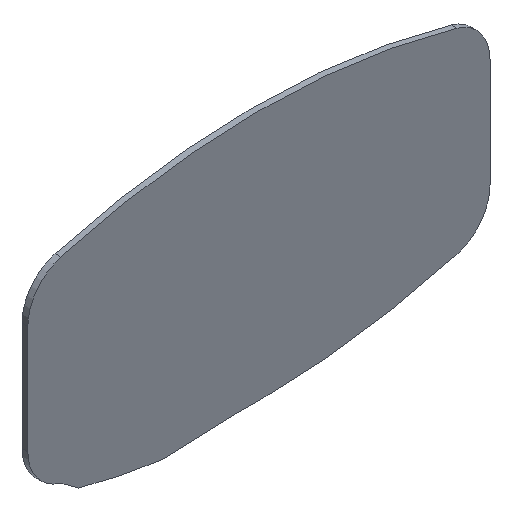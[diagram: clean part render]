
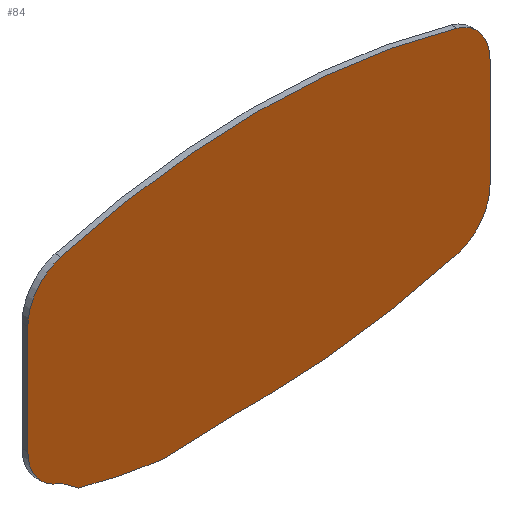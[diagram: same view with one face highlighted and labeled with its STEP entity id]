
A CAD part, isometric view. The second image highlights one B-rep face of the part: STEP entity #84.
In plain terms, the highlighted planar face has unit normal (0, -1, 0).
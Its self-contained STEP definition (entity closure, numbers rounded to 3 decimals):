
#4 = EDGE_CURVE ( 'NONE', #323, #32, #449, .T. ) ;
#14 = DIRECTION ( 'NONE',  ( 0., 1., 0. ) ) ;
#16 = DIRECTION ( 'NONE',  ( 0., 1., 0. ) ) ;
#19 = DIRECTION ( 'NONE',  ( 0., 1., 0. ) ) ;
#28 = EDGE_CURVE ( 'NONE', #213, #56, #467, .T. ) ;
#29 = DIRECTION ( 'NONE',  ( 0., 0., 1. ) ) ;
#32 = VERTEX_POINT ( 'NONE', #330 ) ;
#34 = EDGE_CURVE ( 'NONE', #85, #438, #368, .T. ) ;
#35 = ORIENTED_EDGE ( 'NONE', *, *, #230, .F. ) ;
#38 = CARTESIAN_POINT ( 'NONE',  ( -63.5, 0., -14.885 ) ) ;
#56 = VERTEX_POINT ( 'NONE', #179 ) ;
#57 = AXIS2_PLACEMENT_3D ( 'NONE', #499, #263, #29 ) ;
#59 = EDGE_CURVE ( 'NONE', #349, #289, #352, .T. ) ;
#61 = VECTOR ( 'NONE', #331, 1000. ) ;
#62 = LINE ( 'NONE', #38, #468 ) ;
#63 = DIRECTION ( 'NONE',  ( 0., 0., -1. ) ) ;
#64 = DIRECTION ( 'NONE',  ( -0.805, 0., 0.593 ) ) ;
#77 = CARTESIAN_POINT ( 'NONE',  ( -26.537, 0., -35.244 ) ) ;
#84 = ADVANCED_FACE ( 'NONE', ( #342 ), #454, .T. ) ;
#85 = VERTEX_POINT ( 'NONE', #97 ) ;
#94 = CARTESIAN_POINT ( 'NONE',  ( -38.332, 0., -33.225 ) ) ;
#97 = CARTESIAN_POINT ( 'NONE',  ( 63.5, 0., -14.885 ) ) ;
#103 = CIRCLE ( 'NONE', #108, 12.5 ) ;
#107 = CARTESIAN_POINT ( 'NONE',  ( 0., 0., 164.382 ) ) ;
#108 = AXIS2_PLACEMENT_3D ( 'NONE', #227, #341, #63 ) ;
#121 = CARTESIAN_POINT ( 'NONE',  ( 54.42, 0., 26.908 ) ) ;
#132 = AXIS2_PLACEMENT_3D ( 'NONE', #214, #14, #293 ) ;
#134 = AXIS2_PLACEMENT_3D ( 'NONE', #107, #385, #150 ) ;
#140 = DIRECTION ( 'NONE',  ( 0., -1., 0. ) ) ;
#141 = DIRECTION ( 'NONE',  ( 0., 0., -1. ) ) ;
#150 = DIRECTION ( 'NONE',  ( 0., 0., -1. ) ) ;
#156 = CARTESIAN_POINT ( 'NONE',  ( 0., 0., -34.498 ) ) ;
#160 = ORIENTED_EDGE ( 'NONE', *, *, #379, .F. ) ;
#173 = CARTESIAN_POINT ( 'NONE',  ( -63.5, 0., 14.885 ) ) ;
#177 = CIRCLE ( 'NONE', #215, 12.5 ) ;
#179 = CARTESIAN_POINT ( 'NONE',  ( -49.51, 0., -30.523 ) ) ;
#180 = EDGE_CURVE ( 'NONE', #316, #349, #222, .T. ) ;
#187 = ORIENTED_EDGE ( 'NONE', *, *, #34, .F. ) ;
#195 = LINE ( 'NONE', #303, #501 ) ;
#196 = CARTESIAN_POINT ( 'NONE',  ( -54.42, 0., -26.908 ) ) ;
#200 = EDGE_CURVE ( 'NONE', #56, #382, #195, .T. ) ;
#208 = ORIENTED_EDGE ( 'NONE', *, *, #59, .F. ) ;
#213 = VERTEX_POINT ( 'NONE', #502 ) ;
#214 = CARTESIAN_POINT ( 'NONE',  ( 0., 0., 164.382 ) ) ;
#215 = AXIS2_PLACEMENT_3D ( 'NONE', #217, #416, #141 ) ;
#217 = CARTESIAN_POINT ( 'NONE',  ( 51., 0., 14.885 ) ) ;
#219 = EDGE_CURVE ( 'NONE', #438, #323, #290, .T. ) ;
#220 = CARTESIAN_POINT ( 'NONE',  ( -5.901, 0., -34.411 ) ) ;
#222 = CIRCLE ( 'NONE', #57, 12.5 ) ;
#227 = CARTESIAN_POINT ( 'NONE',  ( -51., 0., -14.885 ) ) ;
#230 = EDGE_CURVE ( 'NONE', #382, #264, #103, .T. ) ;
#246 = EDGE_CURVE ( 'NONE', #32, #399, #487, .T. ) ;
#250 = AXIS2_PLACEMENT_3D ( 'NONE', #254, #16, #294 ) ;
#252 = ORIENTED_EDGE ( 'NONE', *, *, #200, .F. ) ;
#254 = CARTESIAN_POINT ( 'NONE',  ( 51., 0., -14.885 ) ) ;
#255 = CARTESIAN_POINT ( 'NONE',  ( 0., 0., -164.382 ) ) ;
#263 = DIRECTION ( 'NONE',  ( 0., 1., 0. ) ) ;
#264 = VERTEX_POINT ( 'NONE', #418 ) ;
#271 = EDGE_CURVE ( 'NONE', #289, #371, #177, .T. ) ;
#272 = DIRECTION ( 'NONE',  ( 0., 0., 1. ) ) ;
#276 = ORIENTED_EDGE ( 'NONE', *, *, #246, .F. ) ;
#277 = CARTESIAN_POINT ( 'NONE',  ( -26.537, 0., -35.244 ) ) ;
#286 = LINE ( 'NONE', #431, #493 ) ;
#289 = VERTEX_POINT ( 'NONE', #121 ) ;
#290 = CIRCLE ( 'NONE', #134, 198.88 ) ;
#293 = DIRECTION ( 'NONE',  ( 0., 0., -1. ) ) ;
#294 = DIRECTION ( 'NONE',  ( 0., 0., 1. ) ) ;
#295 = DIRECTION ( 'NONE',  ( 0., 0., 1. ) ) ;
#303 = CARTESIAN_POINT ( 'NONE',  ( -49.51, 0., -30.523 ) ) ;
#312 = CARTESIAN_POINT ( 'NONE',  ( -54.42, 0., 26.908 ) ) ;
#316 = VERTEX_POINT ( 'NONE', #173 ) ;
#320 = ORIENTED_EDGE ( 'NONE', *, *, #336, .F. ) ;
#323 = VERTEX_POINT ( 'NONE', #156 ) ;
#329 = AXIS2_PLACEMENT_3D ( 'NONE', #255, #19, #295 ) ;
#330 = CARTESIAN_POINT ( 'NONE',  ( -5.901, 0., -34.411 ) ) ;
#331 = DIRECTION ( 'NONE',  ( -0.972, 0., 0.235 ) ) ;
#336 = EDGE_CURVE ( 'NONE', #371, #85, #286, .T. ) ;
#341 = DIRECTION ( 'NONE',  ( 0., 1., 0. ) ) ;
#342 = FACE_OUTER_BOUND ( 'NONE', #508, .T. ) ;
#345 = ORIENTED_EDGE ( 'NONE', *, *, #354, .F. ) ;
#349 = VERTEX_POINT ( 'NONE', #312 ) ;
#352 = CIRCLE ( 'NONE', #329, 198.88 ) ;
#353 = VECTOR ( 'NONE', #473, 1000. ) ;
#354 = EDGE_CURVE ( 'NONE', #264, #316, #62, .T. ) ;
#368 = CIRCLE ( 'NONE', #250, 12.5 ) ;
#371 = VERTEX_POINT ( 'NONE', #470 ) ;
#374 = CARTESIAN_POINT ( 'NONE',  ( -51., 0., -14.885 ) ) ;
#376 = LINE ( 'NONE', #77, #353 ) ;
#377 = DIRECTION ( 'NONE',  ( -0.999, 0., -0.04 ) ) ;
#379 = EDGE_CURVE ( 'NONE', #399, #213, #376, .T. ) ;
#380 = ORIENTED_EDGE ( 'NONE', *, *, #219, .F. ) ;
#382 = VERTEX_POINT ( 'NONE', #196 ) ;
#384 = VECTOR ( 'NONE', #377, 1000. ) ;
#385 = DIRECTION ( 'NONE',  ( 0., 1., 0. ) ) ;
#397 = CARTESIAN_POINT ( 'NONE',  ( 54.42, 0., -26.908 ) ) ;
#399 = VERTEX_POINT ( 'NONE', #277 ) ;
#409 = AXIS2_PLACEMENT_3D ( 'NONE', #374, #140, #414 ) ;
#414 = DIRECTION ( 'NONE',  ( 0., 0., -1. ) ) ;
#416 = DIRECTION ( 'NONE',  ( 0., 1., 0. ) ) ;
#418 = CARTESIAN_POINT ( 'NONE',  ( -63.5, 0., -14.885 ) ) ;
#426 = ORIENTED_EDGE ( 'NONE', *, *, #180, .F. ) ;
#431 = CARTESIAN_POINT ( 'NONE',  ( 63.5, 0., -14.885 ) ) ;
#438 = VERTEX_POINT ( 'NONE', #397 ) ;
#449 = CIRCLE ( 'NONE', #132, 198.88 ) ;
#454 = PLANE ( 'NONE',  #409 ) ;
#467 = LINE ( 'NONE', #94, #61 ) ;
#468 = VECTOR ( 'NONE', #272, 1000. ) ;
#470 = CARTESIAN_POINT ( 'NONE',  ( 63.5, 0., 14.885 ) ) ;
#473 = DIRECTION ( 'NONE',  ( -0.986, 0., 0.169 ) ) ;
#487 = LINE ( 'NONE', #220, #384 ) ;
#489 = ORIENTED_EDGE ( 'NONE', *, *, #271, .F. ) ;
#492 = ORIENTED_EDGE ( 'NONE', *, *, #28, .F. ) ;
#493 = VECTOR ( 'NONE', #507, 1000. ) ;
#499 = CARTESIAN_POINT ( 'NONE',  ( -51., 0., 14.885 ) ) ;
#501 = VECTOR ( 'NONE', #64, 1000. ) ;
#502 = CARTESIAN_POINT ( 'NONE',  ( -38.332, 0., -33.225 ) ) ;
#505 = ORIENTED_EDGE ( 'NONE', *, *, #4, .F. ) ;
#507 = DIRECTION ( 'NONE',  ( 0., 0., -1. ) ) ;
#508 = EDGE_LOOP ( 'NONE', ( #35, #252, #492, #160, #276, #505, #380, #187, #320, #489, #208, #426, #345 ) ) ;
